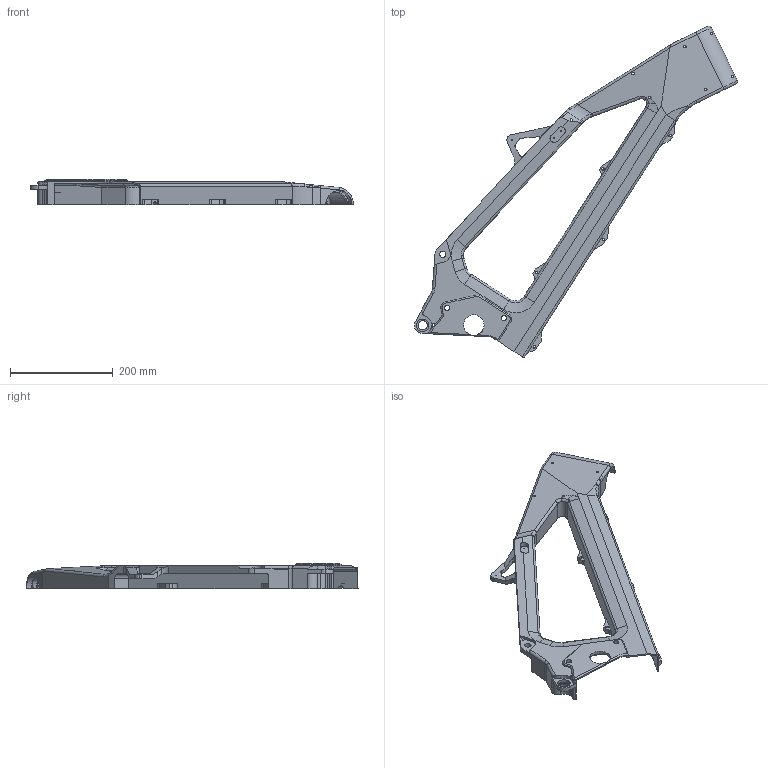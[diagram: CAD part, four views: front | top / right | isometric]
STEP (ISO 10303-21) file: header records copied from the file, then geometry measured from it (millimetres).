
FILE_DESCRIPTION (( 'STEP AP203' ), '1' );
FILE_NAME ('partie dt.STEP', '2022-08-13T16:28:47', ( 'utilisateur' ), ( '' ), 'SwSTEP 2.0', 'SolidWorks 2012', '' );
FILE_SCHEMA (( 'CONFIG_CONTROL_DESIGN' ));
Length unit declared in the file: millimetre
Products named in the file (1): partie dt
Bounding box: 629.2 x 646.59 x 50 mm (x, y, z)
Volume: 607812.7 mm3; surface area: 379613.3 mm2
Topology: 1 solids, 1 shells, 584 faces, 1517 edges, 908 vertices
Faces by surface type: cylinder 279, plane 172, bspline 111, cone 22
Entity records: 23695 total; most frequent: CARTESIAN_POINT 10232, ORIENTED_EDGE 2974, DIRECTION 2592, EDGE_CURVE 1487, AXIS2_PLACEMENT_3D 915, VERTEX_POINT 908, LINE 762, VECTOR 762
